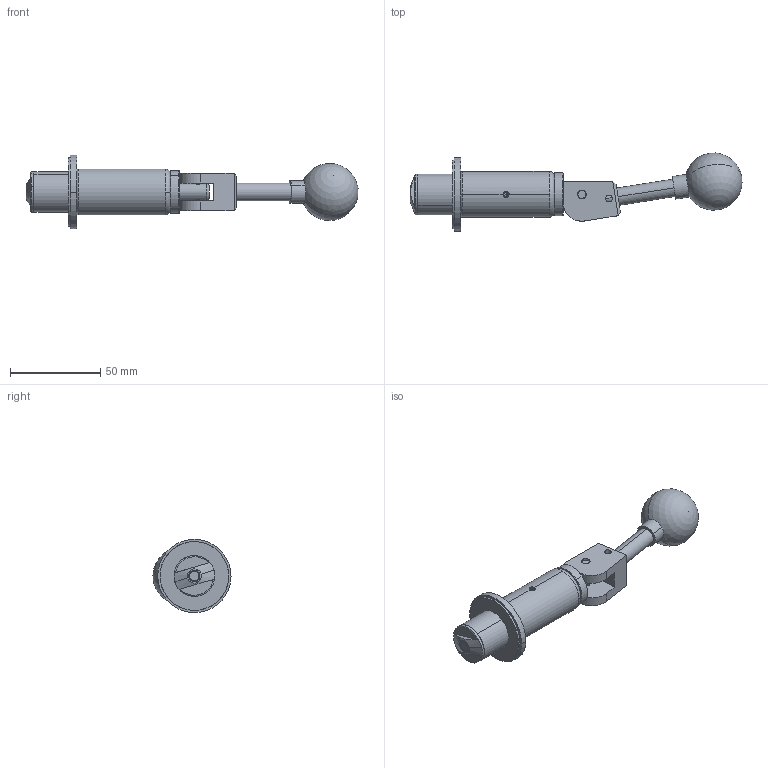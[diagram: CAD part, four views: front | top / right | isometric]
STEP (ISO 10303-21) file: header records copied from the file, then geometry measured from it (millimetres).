
FILE_DESCRIPTION (( 'STEP AP214' ), '1' );
FILE_NAME ('CTSC-003856.STEP', '2025-06-25T18:41:06', ( '' ), ( '' ), 'SwSTEP 2.0', 'SolidWorks 2023', '' );
FILE_SCHEMA (( 'AUTOMOTIVE_DESIGN' ));
Length unit declared in the file: inch
Products named in the file (1): CTSC-003856
Bounding box: 184.16 x 43.27 x 40.63 mm (x, y, z)
Volume: 72445.8 mm3; surface area: 26159.7 mm2
Topology: 9 solids, 10 shells, 196 faces, 451 edges, 283 vertices
Faces by surface type: cylinder 76, plane 67, cone 38, bspline 9, torus 4, sphere 2
Entity records: 10061 total; most frequent: CARTESIAN_POINT 3077, DIRECTION 925, ORIENTED_EDGE 888, EDGE_CURVE 444, AXIS2_PLACEMENT_3D 377, VERTEX_POINT 280, EDGE_LOOP 228, DIMENSIONAL_EXPONENTS 201
